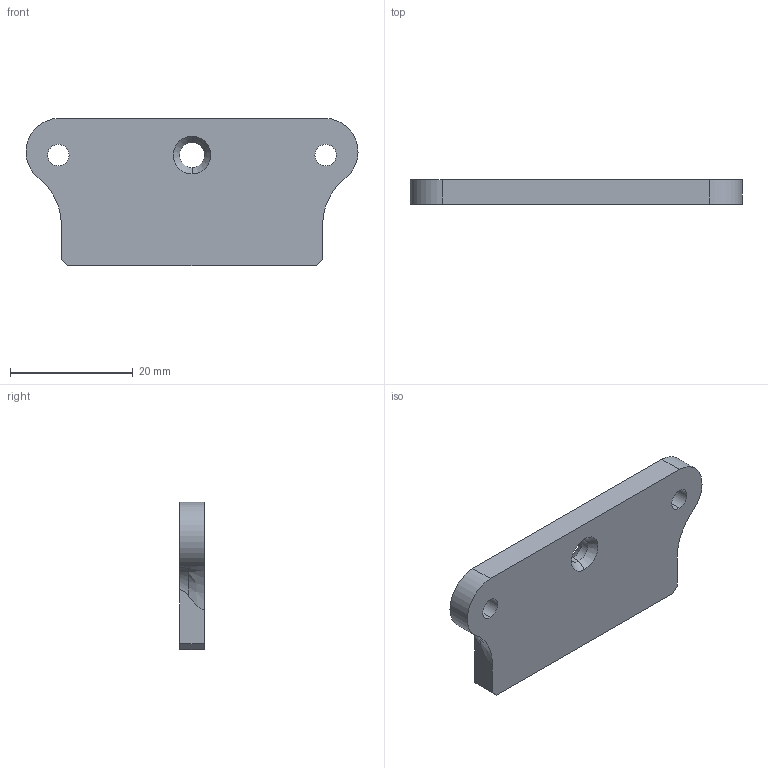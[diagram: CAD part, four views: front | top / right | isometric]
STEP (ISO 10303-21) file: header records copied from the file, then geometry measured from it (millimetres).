
FILE_DESCRIPTION (( 'STEP AP214' ), '1' );
FILE_NAME ('SLiM_Xol_ProtoXtruder_Spacer_4mm.STEP', '2023-09-13T08:31:23', ( '' ), ( '' ), 'SwSTEP 2.0', 'SolidWorks 2023', '' );
FILE_SCHEMA (( 'AUTOMOTIVE_DESIGN' ));
Length unit declared in the file: millimetre
Products named in the file (1): SLiM_Xol_ProtoXtruder_Spacer_4mm
Bounding box: 54.01 x 4 x 24 mm (x, y, z)
Volume: 4358.2 mm3; surface area: 2886.4 mm2
Topology: 1 solids, 1 shells, 26 faces, 66 edges, 42 vertices
Faces by surface type: plane 10, cylinder 8, cone 4, bspline 4
Entity records: 976 total; most frequent: CARTESIAN_POINT 342, ORIENTED_EDGE 132, DIRECTION 118, EDGE_CURVE 66, AXIS2_PLACEMENT_3D 43, VERTEX_POINT 42, LINE 32, VECTOR 32
